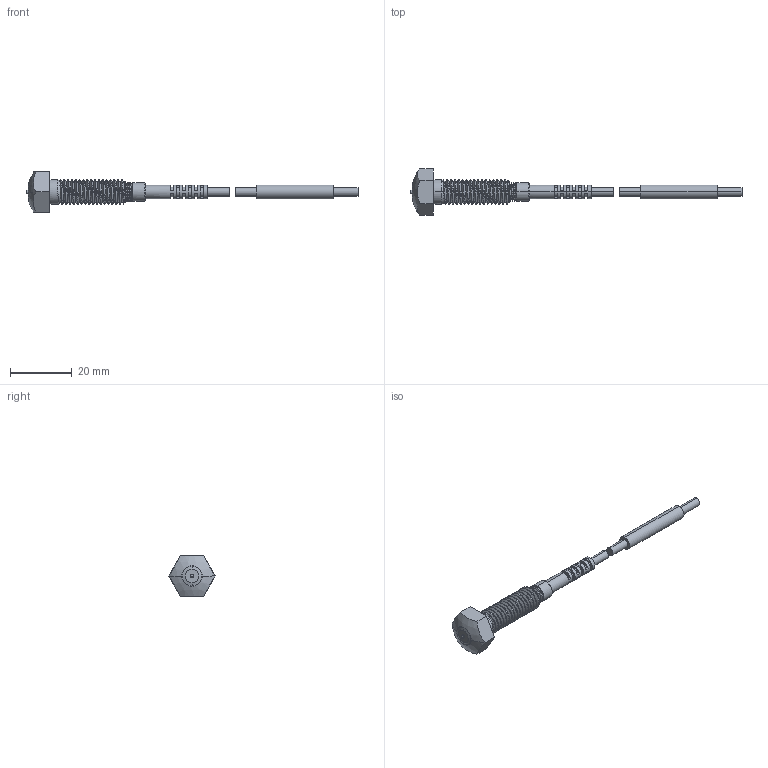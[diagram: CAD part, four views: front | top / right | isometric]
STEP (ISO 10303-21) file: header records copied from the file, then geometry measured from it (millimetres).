
FILE_DESCRIPTION (( 'STEP AP203' ), '1' );
FILE_NAME ('STE080PA-L.STEP', '2017-11-24T01:18:08', ( '' ), ( '' ), 'SwSTEP 2.0', 'SolidWorks 2017', '' );
FILE_SCHEMA (( 'CONFIG_CONTROL_DESIGN' ));
Length unit declared in the file: millimetre
Products named in the file (1): STE080PA-L
Bounding box: 107.84 x 15.01 x 13 mm (x, y, z)
Volume: 2899.8 mm3; surface area: 2493 mm2
Topology: 2 solids, 2 shells, 166 faces, 432 edges, 284 vertices
Faces by surface type: cylinder 74, plane 66, cone 14, bspline 6, sphere 4, torus 2
Entity records: 9592 total; most frequent: CARTESIAN_POINT 5654, ORIENTED_EDGE 864, DIRECTION 768, EDGE_CURVE 432, AXIS2_PLACEMENT_3D 290, VERTEX_POINT 284, LINE 188, VECTOR 188
